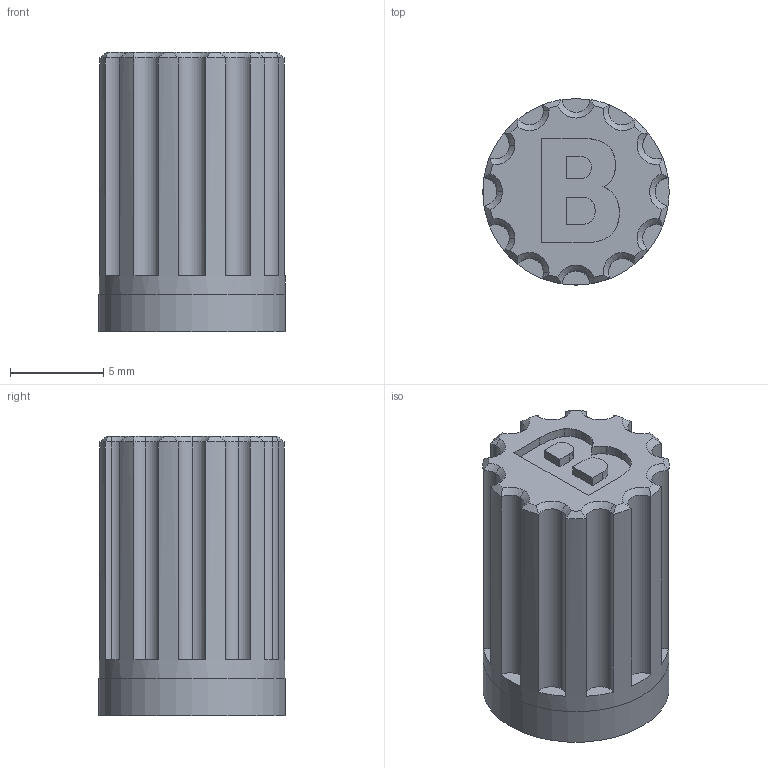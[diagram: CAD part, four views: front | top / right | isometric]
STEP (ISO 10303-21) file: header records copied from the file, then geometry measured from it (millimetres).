
FILE_DESCRIPTION(('FreeCAD Model'),'2;1');
FILE_NAME( 'REEKNOB_D6X13_B.step', '2020-04-12T17:22:53',('Author'),(''), 'Open CASCADE STEP processor 7.3','FreeCAD','Unknown');
FILE_SCHEMA(('AUTOMOTIVE_DESIGN { 1 0 10303 214 1 1 1 1 }'));
Length unit declared in the file: millimetre
Products named in the file (1): Cut
Bounding box: 10 x 10 x 15 mm (x, y, z)
Volume: 641.9 mm3; surface area: 1010.9 mm2
Topology: 1 solids, 1 shells, 97 faces, 238 edges, 148 vertices
Faces by surface type: plane 30, cone 30, cylinder 21, extrusion 16
Full cylindrical faces by diameter (mm): 8 x1, 10 x2
Entity records: 2931 total; most frequent: CARTESIAN_POINT 580, DIRECTION 507, ORIENTED_EDGE 476, EDGE_CURVE 238, AXIS2_PLACEMENT_3D 203, VERTEX_POINT 148, FACE_BOUND 102, EDGE_LOOP 102
